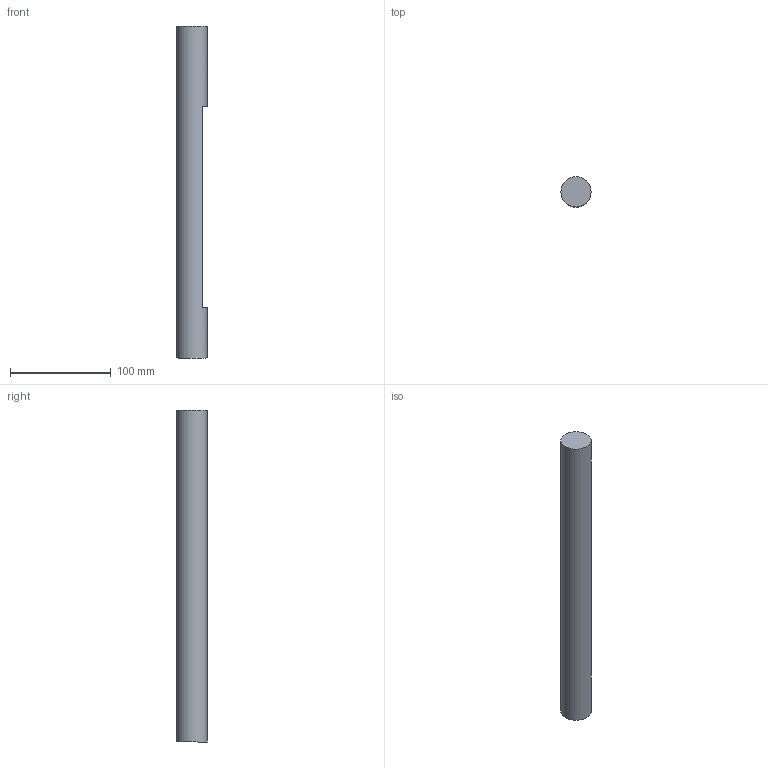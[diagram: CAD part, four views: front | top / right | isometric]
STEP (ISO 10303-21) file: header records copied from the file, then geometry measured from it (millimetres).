
FILE_DESCRIPTION(/* description */ (''),/* implementation_level */ '2;1');
FILE_NAME(/* name */ 'Usinage Arbres V haut.step',/* time_stamp */ '2024-09-16T14:04:54+02:00',/* author */ (''),/* organization */ (''),/* preprocessor_version */ 'ST-DEVELOPER v20',/* originating_system */ 'Autodesk Translation Framework v13.14.0.145',/* authorisation */ '');
FILE_SCHEMA (('AUTOMOTIVE_DESIGN { 1 0 10303 214 3 1 1 }'));
Length unit declared in the file: millimetre
Products named in the file (2): MinoCore upsidedown; Arbre V haut
Assembly tree (1 placements, depth 2):
  MinoCore upsidedown
    Arbre V haut
Bounding box: 30 x 30 x 330 mm (x, y, z)
Volume: 211518 mm3; surface area: 36452.7 mm2
Topology: 1 solids, 1 shells, 156 faces, 449 edges, 296 vertices
Faces by surface type: cylinder 131, plane 10, bspline 10, cone 5
Full cylindrical faces by diameter (mm): 8.526 x54, 10.198 x54, 30 x1
Entity records: 19747 total; most frequent: CARTESIAN_POINT 16181, ORIENTED_EDGE 888, DIRECTION 496, EDGE_CURVE 444, VERTEX_POINT 296, B_SPLINE_CURVE_WITH_KNOTS 280, AXIS2_PLACEMENT_3D 183, EDGE_LOOP 162
